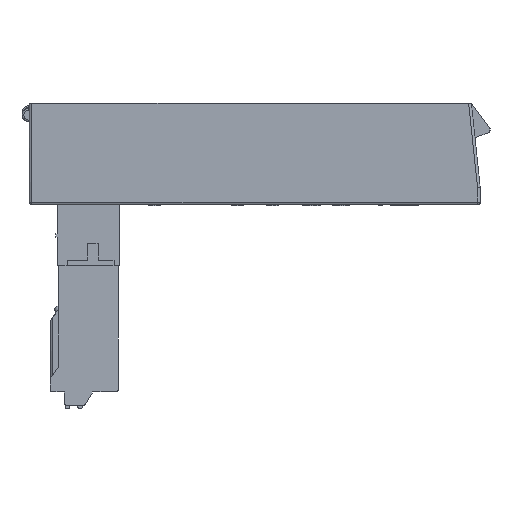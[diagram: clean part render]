
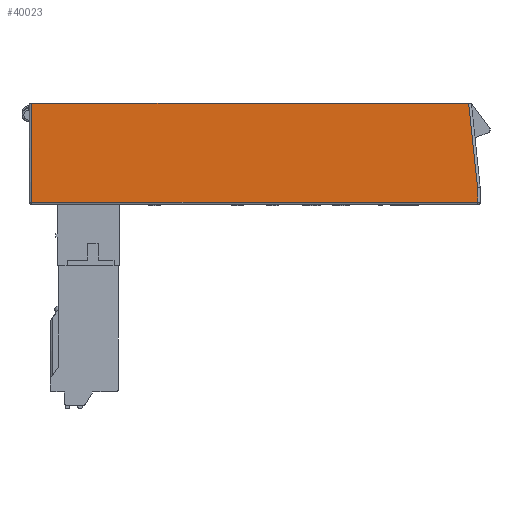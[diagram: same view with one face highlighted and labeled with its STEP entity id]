
A CAD part, front view. The second image highlights one B-rep face of the part: STEP entity #40023.
In plain terms, the highlighted planar face has unit normal (0, -1, 0).
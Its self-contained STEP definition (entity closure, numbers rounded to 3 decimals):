
#4221=DIRECTION('',(0.,0.,-1.));
#4222=VECTOR('',#4221,11.2);
#4223=CARTESIAN_POINT('',(-69.35,90.55,
-63.5));
#4224=LINE('',#4223,#4222);
#4356=DIRECTION('',(1.,0.,0.));
#4357=VECTOR('',#4356,50.4);
#4358=CARTESIAN_POINT('',(-69.35,90.55,
-74.7));
#4359=LINE('',#4358,#4357);
#4360=DIRECTION('',(0.,0.,-1.));
#4361=VECTOR('',#4360,1.684);
#4362=CARTESIAN_POINT('',(-18.95,90.55,
-73.016));
#4363=LINE('',#4362,#4361);
#4364=DIRECTION('',(1.,0.,0.));
#4365=VECTOR('',#4364,49.398);
#4366=CARTESIAN_POINT('',(-69.35,90.55,
-63.5));
#4367=LINE('',#4366,#4365);
#4368=DIRECTION('',(0.105,0.,-0.995));
#4369=VECTOR('',#4368,9.568);
#4370=CARTESIAN_POINT('',(-19.952,90.55,
-63.5));
#4371=LINE('',#4370,#4369);
#4372=CARTESIAN_POINT('',(-19.952,90.55,
-63.5));
#29155=CARTESIAN_POINT('',(-69.35,90.55,
-74.7));
#29156=VERTEX_POINT('',#29155);
#29157=CARTESIAN_POINT('',(-69.35,90.55,
-63.5));
#29158=VERTEX_POINT('',#29157);
#29165=VERTEX_POINT('',#4372);
#29212=CARTESIAN_POINT('',(-18.95,90.55,
-74.7));
#29213=VERTEX_POINT('',#29212);
#29216=CARTESIAN_POINT('',(-18.95,90.55,
-73.016));
#29217=VERTEX_POINT('',#29216);
#40009=CARTESIAN_POINT('',(-44.15,90.55,
-69.1));
#40010=DIRECTION('',(0.,1.,0.));
#40011=DIRECTION('',(0.,0.,-1.));
#40012=AXIS2_PLACEMENT_3D('',#40009,#40010,#40011);
#40013=PLANE('',#40012);
#40015=ORIENTED_EDGE('',*,*,#40014,.T.);
#40016=ORIENTED_EDGE('',*,*,#40003,.F.);
#40017=ORIENTED_EDGE('',*,*,#39830,.F.);
#40018=ORIENTED_EDGE('',*,*,#39852,.T.);
#40020=ORIENTED_EDGE('',*,*,#40019,.T.);
#40021=EDGE_LOOP('',(#40015,#40016,#40017,#40018,#40020));
#40022=FACE_OUTER_BOUND('',#40021,.F.);
#40023=ADVANCED_FACE('',(#40022),#40013,.F.);
#39830=EDGE_CURVE('',#29158,#29156,#4224,.T.);
#39852=EDGE_CURVE('',#29158,#29165,#4367,.T.);
#40003=EDGE_CURVE('',#29156,#29213,#4359,.T.);
#40014=EDGE_CURVE('',#29217,#29213,#4363,.T.);
#40019=EDGE_CURVE('',#29165,#29217,#4371,.T.);
